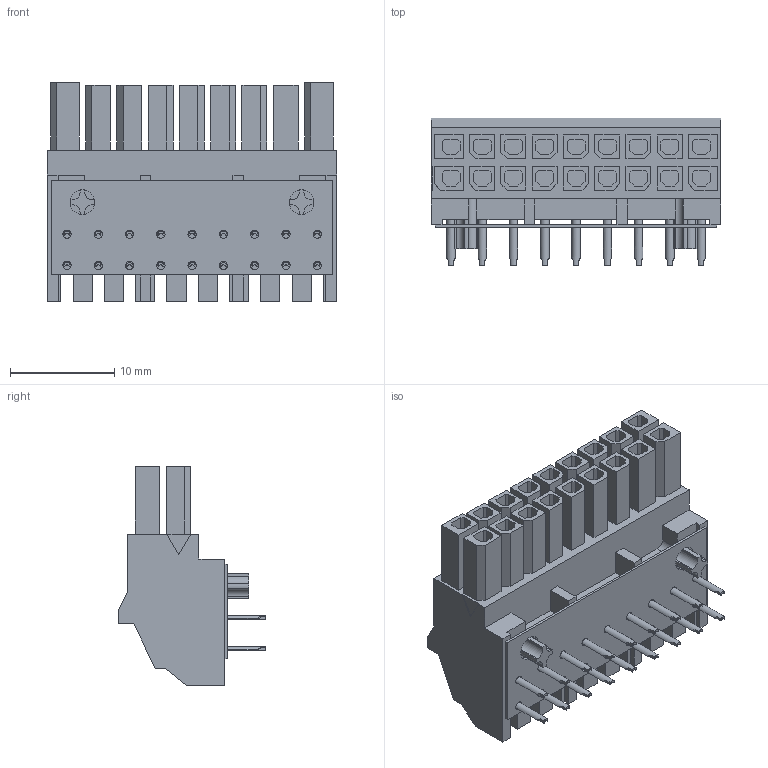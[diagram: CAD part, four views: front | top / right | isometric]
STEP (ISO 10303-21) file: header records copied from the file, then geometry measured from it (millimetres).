
FILE_DESCRIPTION((''),'2;1');
FILE_NAME('447641801','2015-08-28T',('me'),(''),'PRO/ENGINEER BY PARAMETRIC TECHNOLOGY CORPORATION, 2011490','PRO/ENGINEER BY PARAMETRIC TECHNOLOGY CORPORATION, 2011490','');
FILE_SCHEMA(('CONFIG_CONTROL_DESIGN'));
Length unit declared in the file: inch
Products named in the file (1): 447641801
Bounding box: 27.71 x 14.17 x 20.98 mm (x, y, z)
Volume: 3147.8 mm3; surface area: 4302.1 mm2
Topology: 1 solids, 1 shells, 831 faces, 2541 edges, 1700 vertices
Faces by surface type: plane 735, cylinder 96
Entity records: 28220 total; most frequent: CARTESIAN_POINT 5083, ORIENTED_EDGE 4962, DIRECTION 4511, EDGE_CURVE 2481, VECTOR 2163, LINE 2163, VERTEX_POINT 1620, AXIS2_PLACEMENT_3D 1174
